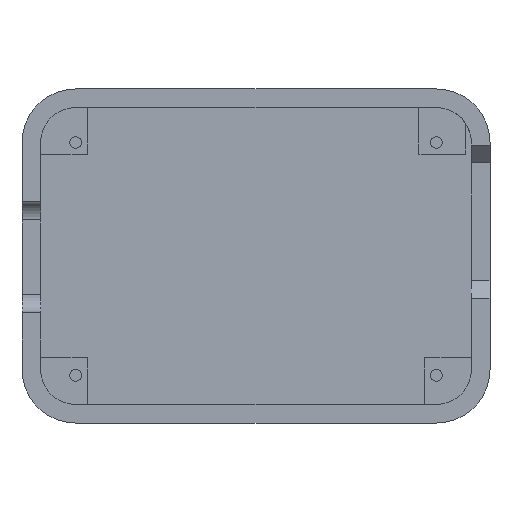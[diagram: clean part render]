
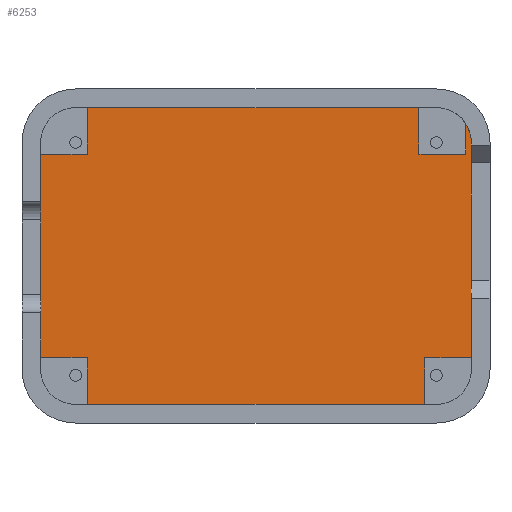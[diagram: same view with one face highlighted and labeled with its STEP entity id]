
A CAD part, front view. The second image highlights one B-rep face of the part: STEP entity #6253.
In plain terms, the highlighted planar face has unit normal (0, -1, 0).
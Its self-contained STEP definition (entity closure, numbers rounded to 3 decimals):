
#47=CIRCLE('',#6490,3.);
#775=FACE_OUTER_BOUND('',#1131,.T.);
#1131=EDGE_LOOP('',(#5625,#5626,#5627,#5628,#5629,#5630,#5631,#5632,#5633,
#5634,#5635,#5636,#5637,#5638));
#1724=LINE('',#11493,#2351);
#1728=LINE('',#11501,#2355);
#1735=LINE('',#11516,#2362);
#1738=LINE('',#11522,#2365);
#1743=LINE('',#11538,#2370);
#1747=LINE('',#11546,#2374);
#1752=LINE('',#11558,#2379);
#1758=LINE('',#11572,#2385);
#1759=LINE('',#11574,#2386);
#1760=LINE('',#11575,#2387);
#1761=LINE('',#11577,#2388);
#1762=LINE('',#11579,#2389);
#1763=LINE('',#11580,#2390);
#2351=VECTOR('',#7457,10.);
#2355=VECTOR('',#7463,10.);
#2362=VECTOR('',#7476,10.);
#2365=VECTOR('',#7483,10.);
#2370=VECTOR('',#7498,10.);
#2374=VECTOR('',#7504,10.);
#2379=VECTOR('',#7515,10.);
#2385=VECTOR('',#7525,10.);
#2386=VECTOR('',#7526,10.);
#2387=VECTOR('',#7527,10.);
#2388=VECTOR('',#7528,10.);
#2389=VECTOR('',#7529,10.);
#2390=VECTOR('',#7530,10.);
#2974=VERTEX_POINT('',#11491);
#2975=VERTEX_POINT('',#11492);
#2978=VERTEX_POINT('',#11500);
#2983=VERTEX_POINT('',#11514);
#2984=VERTEX_POINT('',#11521);
#2989=VERTEX_POINT('',#11536);
#2990=VERTEX_POINT('',#11537);
#2993=VERTEX_POINT('',#11545);
#2997=VERTEX_POINT('',#11557);
#3002=VERTEX_POINT('',#11569);
#3003=VERTEX_POINT('',#11571);
#3004=VERTEX_POINT('',#11573);
#3005=VERTEX_POINT('',#11576);
#3006=VERTEX_POINT('',#11578);
#3856=EDGE_CURVE('',#2974,#2975,#1724,.T.);
#3860=EDGE_CURVE('',#2975,#2978,#1728,.T.);
#3868=EDGE_CURVE('',#2983,#2978,#1735,.T.);
#3871=EDGE_CURVE('',#2974,#2984,#1738,.T.);
#3878=EDGE_CURVE('',#2989,#2990,#1743,.T.);
#3882=EDGE_CURVE('',#2990,#2993,#1747,.T.);
#3888=EDGE_CURVE('',#2989,#2997,#1752,.T.);
#3894=EDGE_CURVE('',#2983,#3002,#47,.T.);
#3895=EDGE_CURVE('',#3002,#3003,#1758,.T.);
#3896=EDGE_CURVE('',#3003,#3004,#1759,.T.);
#3897=EDGE_CURVE('',#3004,#2997,#1760,.T.);
#3898=EDGE_CURVE('',#3005,#2993,#1761,.T.);
#3899=EDGE_CURVE('',#3005,#3006,#1762,.T.);
#3900=EDGE_CURVE('',#3006,#2984,#1763,.T.);
#5625=ORIENTED_EDGE('',*,*,#3860,.T.);
#5626=ORIENTED_EDGE('',*,*,#3868,.F.);
#5627=ORIENTED_EDGE('',*,*,#3894,.T.);
#5628=ORIENTED_EDGE('',*,*,#3895,.T.);
#5629=ORIENTED_EDGE('',*,*,#3896,.T.);
#5630=ORIENTED_EDGE('',*,*,#3897,.T.);
#5631=ORIENTED_EDGE('',*,*,#3888,.F.);
#5632=ORIENTED_EDGE('',*,*,#3878,.T.);
#5633=ORIENTED_EDGE('',*,*,#3882,.T.);
#5634=ORIENTED_EDGE('',*,*,#3898,.F.);
#5635=ORIENTED_EDGE('',*,*,#3899,.T.);
#5636=ORIENTED_EDGE('',*,*,#3900,.T.);
#5637=ORIENTED_EDGE('',*,*,#3871,.F.);
#5638=ORIENTED_EDGE('',*,*,#3856,.T.);
#5930=PLANE('',#6489);
#6253=ADVANCED_FACE('',(#775),#5930,.F.);
#6489=AXIS2_PLACEMENT_3D('',#11568,#7521,#7522);
#6490=AXIS2_PLACEMENT_3D('',#11570,#7523,#7524);
#7457=DIRECTION('',(0.,0.,1.));
#7463=DIRECTION('',(1.,0.,0.));
#7476=DIRECTION('',(0.,0.,-1.));
#7483=DIRECTION('',(-1.,0.,0.));
#7498=DIRECTION('',(0.,0.,-1.));
#7504=DIRECTION('',(-1.,0.,0.));
#7515=DIRECTION('',(1.,0.,0.));
#7521=DIRECTION('center_axis',(0.,1.,0.));
#7522=DIRECTION('ref_axis',(0.,0.,1.));
#7523=DIRECTION('center_axis',(0.,-1.,0.));
#7524=DIRECTION('ref_axis',(0.707,0.,0.707));
#7525=DIRECTION('',(0.,0.,-1.));
#7526=DIRECTION('',(-1.,0.,0.));
#7527=DIRECTION('',(0.,0.,1.));
#7528=DIRECTION('',(0.,0.,1.));
#7529=DIRECTION('',(1.,0.,0.));
#7530=DIRECTION('',(0.,0.,-1.));
#11491=CARTESIAN_POINT('',(32.,12.,-24.5));
#11492=CARTESIAN_POINT('',(32.,12.,-20.5));
#11493=CARTESIAN_POINT('',(32.,12.,-16.125));
#11500=CARTESIAN_POINT('',(36.,12.,-20.5));
#11501=CARTESIAN_POINT('',(26.75,12.,-20.5));
#11514=CARTESIAN_POINT('',(36.,12.,-2.));
#11516=CARTESIAN_POINT('',(36.,12.,1.));
#11521=CARTESIAN_POINT('',(3.,12.,-24.5));
#11522=CARTESIAN_POINT('',(36.,12.,-24.5));
#11536=CARTESIAN_POINT('',(3.,12.,1.));
#11537=CARTESIAN_POINT('',(3.,12.,-3.));
#11538=CARTESIAN_POINT('',(3.,12.,-7.375));
#11545=CARTESIAN_POINT('',(-1.,12.,-3.));
#11546=CARTESIAN_POINT('',(8.25,12.,-3.));
#11557=CARTESIAN_POINT('',(31.5,12.,1.));
#11558=CARTESIAN_POINT('',(-1.,12.,1.));
#11568=CARTESIAN_POINT('Origin',(17.5,12.,-11.75));
#11569=CARTESIAN_POINT('',(35.5,12.,-0.342));
#11570=CARTESIAN_POINT('Origin',(33.,12.,-2.));
#11571=CARTESIAN_POINT('',(35.5,12.,-3.));
#11572=CARTESIAN_POINT('',(35.5,12.,-7.375));
#11573=CARTESIAN_POINT('',(31.5,12.,-3.));
#11574=CARTESIAN_POINT('',(24.5,12.,-3.));
#11575=CARTESIAN_POINT('',(31.5,12.,-5.375));
#11576=CARTESIAN_POINT('',(-1.,12.,-20.5));
#11577=CARTESIAN_POINT('',(-1.,12.,-20.5));
#11578=CARTESIAN_POINT('',(3.,12.,-20.5));
#11579=CARTESIAN_POINT('',(10.25,12.,-20.5));
#11580=CARTESIAN_POINT('',(3.,12.,-18.125));
